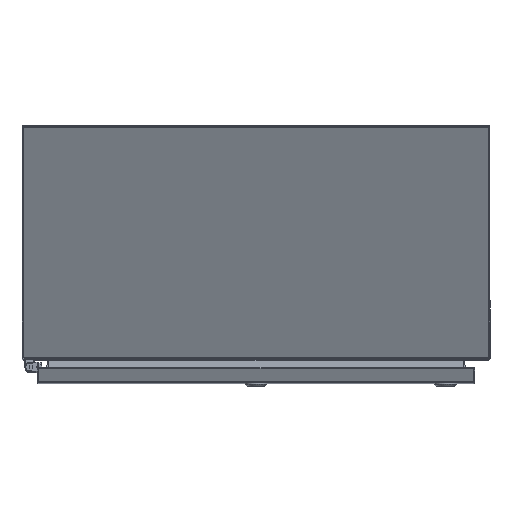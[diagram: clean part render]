
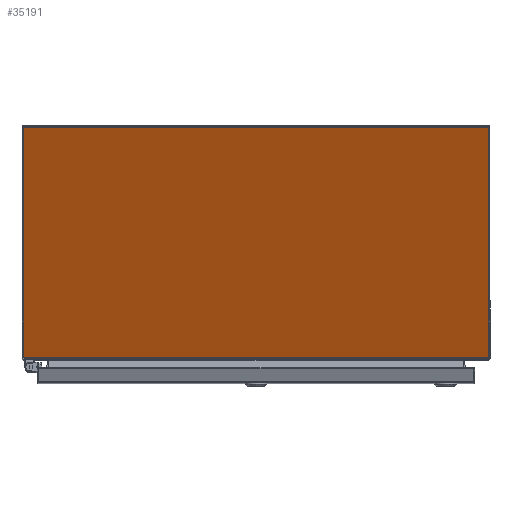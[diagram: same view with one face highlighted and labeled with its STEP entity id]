
A CAD part, top view. The second image highlights one B-rep face of the part: STEP entity #35191.
In plain terms, the highlighted planar face has unit normal (0, -0.423, 0.906).
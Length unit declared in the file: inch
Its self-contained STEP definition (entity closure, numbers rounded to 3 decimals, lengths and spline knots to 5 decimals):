
#633 = CARTESIAN_POINT ( 'NONE',  ( -11.928, -0.101, 17.75677 ) ) ;
#2355 = VECTOR ( 'NONE', #42292, 39.37008 ) ;
#3062 = ORIENTED_EDGE ( 'NONE', *, *, #43342, .T. ) ;
#3818 = VECTOR ( 'NONE', #28784, 39.37008 ) ;
#4841 = DIRECTION ( 'NONE',  ( 0., -0.906, -0.423 ) ) ;
#5512 = LINE ( 'NONE', #39221, #3818 ) ;
#6549 = EDGE_CURVE ( 'NONE', #15665, #48584, #5512, .T. ) ;
#7766 = LINE ( 'NONE', #31190, #31636 ) ;
#8404 = ORIENTED_EDGE ( 'NONE', *, *, #6549, .T. ) ;
#9958 = EDGE_CURVE ( 'NONE', #22490, #16767, #31108, .T. ) ;
#10644 = AXIS2_PLACEMENT_3D ( 'NONE', #16256, #46259, #4841 ) ;
#15346 = VECTOR ( 'NONE', #43028, 39.37008 ) ;
#15350 = CARTESIAN_POINT ( 'NONE',  ( -11.928, -0.101, 17.75677 ) ) ;
#15665 = VERTEX_POINT ( 'NONE', #33235 ) ;
#15843 = LINE ( 'NONE', #30947, #24323 ) ;
#16256 = CARTESIAN_POINT ( 'NONE',  ( -11.928, -0.101, 17.75677 ) ) ;
#16386 = CARTESIAN_POINT ( 'NONE',  ( 11.928, -0.101, 17.75677 ) ) ;
#16521 = CARTESIAN_POINT ( 'NONE',  ( 11.928, -11.78568, 12.30812 ) ) ;
#16767 = VERTEX_POINT ( 'NONE', #23071 ) ;
#19302 = DIRECTION ( 'NONE',  ( -1., 0., 0. ) ) ;
#20337 = EDGE_LOOP ( 'NONE', ( #28676, #27888, #40607, #8404, #39663, #3062 ) ) ;
#20736 = LINE ( 'NONE', #35592, #15346 ) ;
#21049 = DIRECTION ( 'NONE',  ( 0., -0.906, -0.423 ) ) ;
#22490 = VERTEX_POINT ( 'NONE', #48627 ) ;
#23071 = CARTESIAN_POINT ( 'NONE',  ( -11.89008, -11.93764, 12.23726 ) ) ;
#24323 = VECTOR ( 'NONE', #21049, 39.37008 ) ;
#27888 = ORIENTED_EDGE ( 'NONE', *, *, #9958, .T. ) ;
#28676 = ORIENTED_EDGE ( 'NONE', *, *, #47324, .T. ) ;
#28784 = DIRECTION ( 'NONE',  ( 0.221, 0.884, 0.412 ) ) ;
#30947 = CARTESIAN_POINT ( 'NONE',  ( -11.928, -0.101, 17.75677 ) ) ;
#31108 = LINE ( 'NONE', #34835, #2355 ) ;
#31190 = CARTESIAN_POINT ( 'NONE',  ( 11.928, -0.101, 17.75677 ) ) ;
#31636 = VECTOR ( 'NONE', #41231, 39.37008 ) ;
#33179 = VECTOR ( 'NONE', #19302, 39.37008 ) ;
#33235 = CARTESIAN_POINT ( 'NONE',  ( 11.89008, -11.93764, 12.23726 ) ) ;
#34835 = CARTESIAN_POINT ( 'NONE',  ( -11.928, -11.78568, 12.30812 ) ) ;
#35074 = FACE_OUTER_BOUND ( 'NONE', #20337, .T. ) ;
#35191 = ADVANCED_FACE ( 'NONE', ( #35074 ), #47006, .T. ) ;
#35592 = CARTESIAN_POINT ( 'NONE',  ( -11.928, -11.93764, 12.23726 ) ) ;
#36271 = VERTEX_POINT ( 'NONE', #633 ) ;
#36444 = EDGE_CURVE ( 'NONE', #16767, #15665, #20736, .T. ) ;
#37496 = EDGE_CURVE ( 'NONE', #48584, #45237, #7766, .T. ) ;
#38144 = LINE ( 'NONE', #15350, #33179 ) ;
#39221 = CARTESIAN_POINT ( 'NONE',  ( 11.89008, -11.93764, 12.23726 ) ) ;
#39663 = ORIENTED_EDGE ( 'NONE', *, *, #37496, .T. ) ;
#40607 = ORIENTED_EDGE ( 'NONE', *, *, #36444, .T. ) ;
#41231 = DIRECTION ( 'NONE',  ( 0., 0.906, 0.423 ) ) ;
#42292 = DIRECTION ( 'NONE',  ( 0.221, -0.884, -0.412 ) ) ;
#43028 = DIRECTION ( 'NONE',  ( 1., 0., 0. ) ) ;
#43342 = EDGE_CURVE ( 'NONE', #45237, #36271, #38144, .T. ) ;
#45237 = VERTEX_POINT ( 'NONE', #16386 ) ;
#46259 = DIRECTION ( 'NONE',  ( 0., -0.423, 0.906 ) ) ;
#47006 = PLANE ( 'NONE',  #10644 ) ;
#47324 = EDGE_CURVE ( 'NONE', #36271, #22490, #15843, .T. ) ;
#48584 = VERTEX_POINT ( 'NONE', #16521 ) ;
#48627 = CARTESIAN_POINT ( 'NONE',  ( -11.928, -11.78568, 12.30812 ) ) ;
